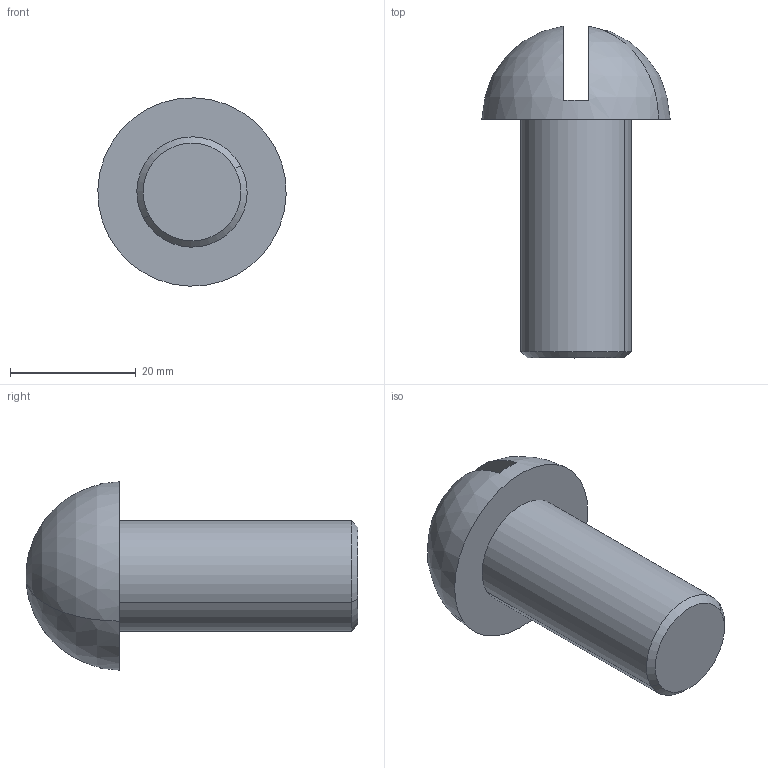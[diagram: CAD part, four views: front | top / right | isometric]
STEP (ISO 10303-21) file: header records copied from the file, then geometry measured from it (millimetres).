
FILE_DESCRIPTION(('CATIA V5 STEP Exchange'),'2;1');
FILE_NAME('Screw 1.stp','2022-03-20T02:11:55+00:00',('none'),('none'),'CATIA Version 5 Release 21 GA (IN-10)','CATIA V5 STEP AP203','none');
FILE_SCHEMA(('CONFIG_CONTROL_DESIGN'));
Length unit declared in the file: millimetre
Products named in the file (1): Screw 1
Bounding box: 29.99 x 52.87 x 29.99 mm (x, y, z)
Volume: 15218.6 mm3; surface area: 4655.9 mm2
Topology: 1 solids, 1 shells, 11 faces, 22 edges, 14 vertices
Faces by surface type: plane 5, sphere 2, cylinder 2, cone 2
Entity records: 386 total; most frequent: CARTESIAN_POINT 132, ORIENTED_EDGE 44, DIRECTION 34, EDGE_CURVE 22, AXIS2_PLACEMENT_3D 20, VERTEX_POINT 14, EDGE_LOOP 12, ADVANCED_FACE 11
